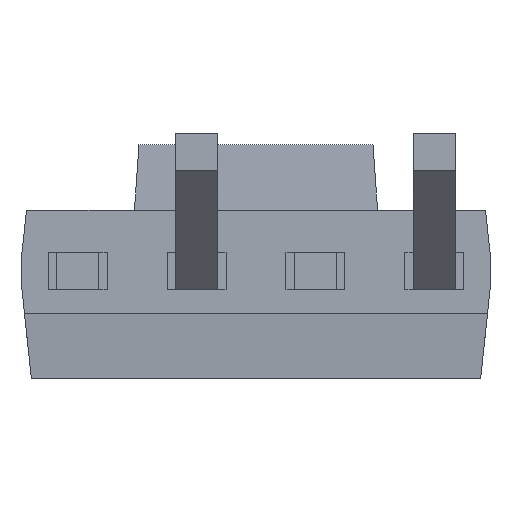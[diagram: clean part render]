
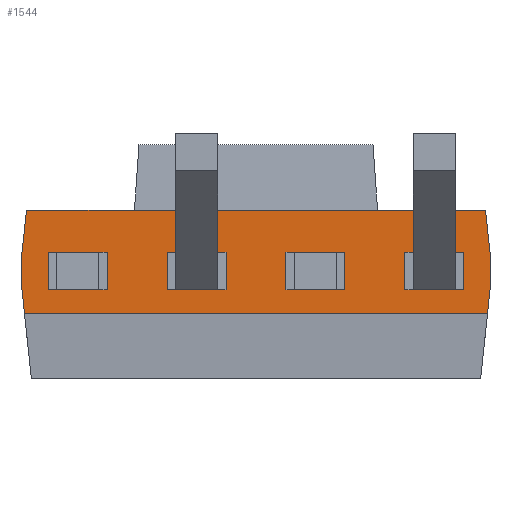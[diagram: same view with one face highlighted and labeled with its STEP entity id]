
A CAD part, front view. The second image highlights one B-rep face of the part: STEP entity #1544.
In plain terms, the highlighted planar face has unit normal (0, -1, 0).
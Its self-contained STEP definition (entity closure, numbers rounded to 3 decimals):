
#17=FACE_BOUND('',#107,.T.);
#18=FACE_BOUND('',#108,.T.);
#19=FACE_BOUND('',#109,.T.);
#20=FACE_BOUND('',#110,.T.);
#24=FACE_OUTER_BOUND('',#106,.T.);
#106=EDGE_LOOP('',(#1005,#1006,#1007,#1008,#1009,#1010,#1011,#1012,#1013,
#1014));
#107=EDGE_LOOP('',(#1015,#1016,#1017,#1018));
#108=EDGE_LOOP('',(#1019,#1020,#1021,#1022));
#109=EDGE_LOOP('',(#1023,#1024,#1025,#1026));
#110=EDGE_LOOP('',(#1027,#1028,#1029,#1030));
#194=LINE('',#2120,#413);
#195=LINE('',#2123,#414);
#199=LINE('',#2131,#418);
#200=LINE('',#2133,#419);
#201=LINE('',#2135,#420);
#202=LINE('',#2137,#421);
#203=LINE('',#2139,#422);
#204=LINE('',#2141,#423);
#205=LINE('',#2143,#424);
#206=LINE('',#2144,#425);
#207=LINE('',#2147,#426);
#208=LINE('',#2149,#427);
#209=LINE('',#2151,#428);
#210=LINE('',#2152,#429);
#211=LINE('',#2155,#430);
#212=LINE('',#2157,#431);
#213=LINE('',#2159,#432);
#214=LINE('',#2160,#433);
#215=LINE('',#2163,#434);
#216=LINE('',#2165,#435);
#217=LINE('',#2167,#436);
#218=LINE('',#2168,#437);
#219=LINE('',#2171,#438);
#220=LINE('',#2173,#439);
#221=LINE('',#2175,#440);
#222=LINE('',#2176,#441);
#413=VECTOR('',#1729,10.);
#414=VECTOR('',#1732,10.);
#418=VECTOR('',#1738,10.);
#419=VECTOR('',#1739,10.);
#420=VECTOR('',#1740,10.);
#421=VECTOR('',#1741,10.);
#422=VECTOR('',#1742,10.);
#423=VECTOR('',#1743,10.);
#424=VECTOR('',#1744,10.);
#425=VECTOR('',#1745,10.);
#426=VECTOR('',#1746,10.);
#427=VECTOR('',#1747,10.);
#428=VECTOR('',#1748,10.);
#429=VECTOR('',#1749,10.);
#430=VECTOR('',#1750,10.);
#431=VECTOR('',#1751,10.);
#432=VECTOR('',#1752,10.);
#433=VECTOR('',#1753,10.);
#434=VECTOR('',#1754,10.);
#435=VECTOR('',#1755,10.);
#436=VECTOR('',#1756,10.);
#437=VECTOR('',#1757,10.);
#438=VECTOR('',#1758,10.);
#439=VECTOR('',#1759,10.);
#440=VECTOR('',#1760,10.);
#441=VECTOR('',#1761,10.);
#629=VERTEX_POINT('',#2113);
#632=VERTEX_POINT('',#2118);
#633=VERTEX_POINT('',#2122);
#636=VERTEX_POINT('',#2130);
#637=VERTEX_POINT('',#2132);
#638=VERTEX_POINT('',#2134);
#639=VERTEX_POINT('',#2136);
#640=VERTEX_POINT('',#2138);
#641=VERTEX_POINT('',#2140);
#642=VERTEX_POINT('',#2142);
#643=VERTEX_POINT('',#2145);
#644=VERTEX_POINT('',#2146);
#645=VERTEX_POINT('',#2148);
#646=VERTEX_POINT('',#2150);
#647=VERTEX_POINT('',#2153);
#648=VERTEX_POINT('',#2154);
#649=VERTEX_POINT('',#2156);
#650=VERTEX_POINT('',#2158);
#651=VERTEX_POINT('',#2161);
#652=VERTEX_POINT('',#2162);
#653=VERTEX_POINT('',#2164);
#654=VERTEX_POINT('',#2166);
#655=VERTEX_POINT('',#2169);
#656=VERTEX_POINT('',#2170);
#657=VERTEX_POINT('',#2172);
#658=VERTEX_POINT('',#2174);
#778=EDGE_CURVE('',#632,#629,#194,.T.);
#779=EDGE_CURVE('',#629,#633,#195,.T.);
#783=EDGE_CURVE('',#636,#632,#199,.T.);
#784=EDGE_CURVE('',#636,#637,#200,.T.);
#785=EDGE_CURVE('',#638,#637,#201,.T.);
#786=EDGE_CURVE('',#638,#639,#202,.T.);
#787=EDGE_CURVE('',#640,#639,#203,.T.);
#788=EDGE_CURVE('',#640,#641,#204,.T.);
#789=EDGE_CURVE('',#642,#641,#205,.T.);
#790=EDGE_CURVE('',#633,#642,#206,.T.);
#791=EDGE_CURVE('',#643,#644,#207,.T.);
#792=EDGE_CURVE('',#644,#645,#208,.T.);
#793=EDGE_CURVE('',#645,#646,#209,.T.);
#794=EDGE_CURVE('',#646,#643,#210,.T.);
#795=EDGE_CURVE('',#647,#648,#211,.T.);
#796=EDGE_CURVE('',#648,#649,#212,.T.);
#797=EDGE_CURVE('',#649,#650,#213,.T.);
#798=EDGE_CURVE('',#650,#647,#214,.T.);
#799=EDGE_CURVE('',#651,#652,#215,.T.);
#800=EDGE_CURVE('',#652,#653,#216,.T.);
#801=EDGE_CURVE('',#653,#654,#217,.T.);
#802=EDGE_CURVE('',#654,#651,#218,.T.);
#803=EDGE_CURVE('',#655,#656,#219,.T.);
#804=EDGE_CURVE('',#656,#657,#220,.T.);
#805=EDGE_CURVE('',#657,#658,#221,.T.);
#806=EDGE_CURVE('',#658,#655,#222,.T.);
#1005=ORIENTED_EDGE('',*,*,#778,.F.);
#1006=ORIENTED_EDGE('',*,*,#783,.F.);
#1007=ORIENTED_EDGE('',*,*,#784,.T.);
#1008=ORIENTED_EDGE('',*,*,#785,.F.);
#1009=ORIENTED_EDGE('',*,*,#786,.T.);
#1010=ORIENTED_EDGE('',*,*,#787,.F.);
#1011=ORIENTED_EDGE('',*,*,#788,.T.);
#1012=ORIENTED_EDGE('',*,*,#789,.F.);
#1013=ORIENTED_EDGE('',*,*,#790,.F.);
#1014=ORIENTED_EDGE('',*,*,#779,.F.);
#1015=ORIENTED_EDGE('',*,*,#791,.T.);
#1016=ORIENTED_EDGE('',*,*,#792,.T.);
#1017=ORIENTED_EDGE('',*,*,#793,.T.);
#1018=ORIENTED_EDGE('',*,*,#794,.T.);
#1019=ORIENTED_EDGE('',*,*,#795,.T.);
#1020=ORIENTED_EDGE('',*,*,#796,.T.);
#1021=ORIENTED_EDGE('',*,*,#797,.T.);
#1022=ORIENTED_EDGE('',*,*,#798,.T.);
#1023=ORIENTED_EDGE('',*,*,#799,.T.);
#1024=ORIENTED_EDGE('',*,*,#800,.T.);
#1025=ORIENTED_EDGE('',*,*,#801,.T.);
#1026=ORIENTED_EDGE('',*,*,#802,.T.);
#1027=ORIENTED_EDGE('',*,*,#803,.T.);
#1028=ORIENTED_EDGE('',*,*,#804,.T.);
#1029=ORIENTED_EDGE('',*,*,#805,.T.);
#1030=ORIENTED_EDGE('',*,*,#806,.T.);
#1440=PLANE('',#1640);
#1544=ADVANCED_FACE('',(#24,#17,#18,#19,#20),#1440,.T.);
#1640=AXIS2_PLACEMENT_3D('',#2129,#1736,#1737);
#1729=DIRECTION('',(-1.,0.,0.));
#1732=DIRECTION('',(-0.105,0.,0.995));
#1736=DIRECTION('center_axis',(0.,-1.,0.));
#1737=DIRECTION('ref_axis',(1.,0.,0.));
#1738=DIRECTION('',(-0.105,0.,-0.995));
#1739=DIRECTION('',(0.,0.,1.));
#1740=DIRECTION('',(0.105,0.,-0.995));
#1741=DIRECTION('',(-1.,0.,0.));
#1742=DIRECTION('',(1.,0.,0.));
#1743=DIRECTION('',(-1.,0.,0.));
#1744=DIRECTION('',(0.105,0.,0.995));
#1745=DIRECTION('',(0.,0.,1.));
#1746=DIRECTION('',(0.,0.,-1.));
#1747=DIRECTION('',(-1.,0.,0.));
#1748=DIRECTION('',(0.,0.,1.));
#1749=DIRECTION('',(1.,0.,0.));
#1750=DIRECTION('',(0.,0.,-1.));
#1751=DIRECTION('',(-1.,0.,0.));
#1752=DIRECTION('',(0.,0.,1.));
#1753=DIRECTION('',(1.,0.,0.));
#1754=DIRECTION('',(0.,0.,-1.));
#1755=DIRECTION('',(-1.,0.,0.));
#1756=DIRECTION('',(0.,0.,1.));
#1757=DIRECTION('',(1.,0.,0.));
#1758=DIRECTION('',(0.,0.,-1.));
#1759=DIRECTION('',(-1.,0.,0.));
#1760=DIRECTION('',(0.,0.,1.));
#1761=DIRECTION('',(1.,0.,0.));
#2113=CARTESIAN_POINT('',(-2.474,-2.7,0.7));
#2118=CARTESIAN_POINT('',(2.474,-2.7,0.7));
#2120=CARTESIAN_POINT('',(-1.25,-2.7,0.7));
#2122=CARTESIAN_POINT('',(-2.5,-2.7,0.95));
#2123=CARTESIAN_POINT('',(-2.426,-2.7,0.243));
#2129=CARTESIAN_POINT('Origin',(-2.5,-2.7,0.));
#2130=CARTESIAN_POINT('',(2.5,-2.7,0.95));
#2131=CARTESIAN_POINT('',(2.398,-2.7,-0.017));
#2132=CARTESIAN_POINT('',(2.5,-2.7,1.35));
#2133=CARTESIAN_POINT('',(2.5,-2.7,0.));
#2134=CARTESIAN_POINT('',(2.453,-2.7,1.8));
#2135=CARTESIAN_POINT('',(2.531,-2.7,1.055));
#2136=CARTESIAN_POINT('',(1.299,-2.7,1.8));
#2137=CARTESIAN_POINT('',(-0.313,-2.7,1.8));
#2138=CARTESIAN_POINT('',(-1.299,-2.7,1.8));
#2139=CARTESIAN_POINT('',(-1.25,-2.7,1.8));
#2140=CARTESIAN_POINT('',(-2.453,-2.7,1.8));
#2141=CARTESIAN_POINT('',(-2.188,-2.7,1.8));
#2142=CARTESIAN_POINT('',(-2.5,-2.7,1.35));
#2143=CARTESIAN_POINT('',(-2.558,-2.7,0.795));
#2144=CARTESIAN_POINT('',(-2.5,-2.7,0.));
#2145=CARTESIAN_POINT('',(2.13,-2.7,1.35));
#2146=CARTESIAN_POINT('',(2.13,-2.7,0.95));
#2147=CARTESIAN_POINT('',(2.13,-2.7,0.475));
#2148=CARTESIAN_POINT('',(1.68,-2.7,0.95));
#2149=CARTESIAN_POINT('',(-0.41,-2.7,0.95));
#2150=CARTESIAN_POINT('',(1.68,-2.7,1.35));
#2151=CARTESIAN_POINT('',(1.68,-2.7,0.675));
#2152=CARTESIAN_POINT('',(-0.185,-2.7,1.35));
#2153=CARTESIAN_POINT('',(0.86,-2.7,1.35));
#2154=CARTESIAN_POINT('',(0.86,-2.7,0.95));
#2155=CARTESIAN_POINT('',(0.86,-2.7,0.475));
#2156=CARTESIAN_POINT('',(0.41,-2.7,0.95));
#2157=CARTESIAN_POINT('',(-1.045,-2.7,0.95));
#2158=CARTESIAN_POINT('',(0.41,-2.7,1.35));
#2159=CARTESIAN_POINT('',(0.41,-2.7,0.675));
#2160=CARTESIAN_POINT('',(-0.82,-2.7,1.35));
#2161=CARTESIAN_POINT('',(-0.41,-2.7,1.35));
#2162=CARTESIAN_POINT('',(-0.41,-2.7,0.95));
#2163=CARTESIAN_POINT('',(-0.41,-2.7,0.475));
#2164=CARTESIAN_POINT('',(-0.86,-2.7,0.95));
#2165=CARTESIAN_POINT('',(-1.68,-2.7,0.95));
#2166=CARTESIAN_POINT('',(-0.86,-2.7,1.35));
#2167=CARTESIAN_POINT('',(-0.86,-2.7,0.675));
#2168=CARTESIAN_POINT('',(-1.455,-2.7,1.35));
#2169=CARTESIAN_POINT('',(-1.68,-2.7,1.35));
#2170=CARTESIAN_POINT('',(-1.68,-2.7,0.95));
#2171=CARTESIAN_POINT('',(-1.68,-2.7,0.475));
#2172=CARTESIAN_POINT('',(-2.13,-2.7,0.95));
#2173=CARTESIAN_POINT('',(-2.315,-2.7,0.95));
#2174=CARTESIAN_POINT('',(-2.13,-2.7,1.35));
#2175=CARTESIAN_POINT('',(-2.13,-2.7,0.675));
#2176=CARTESIAN_POINT('',(-2.09,-2.7,1.35));
